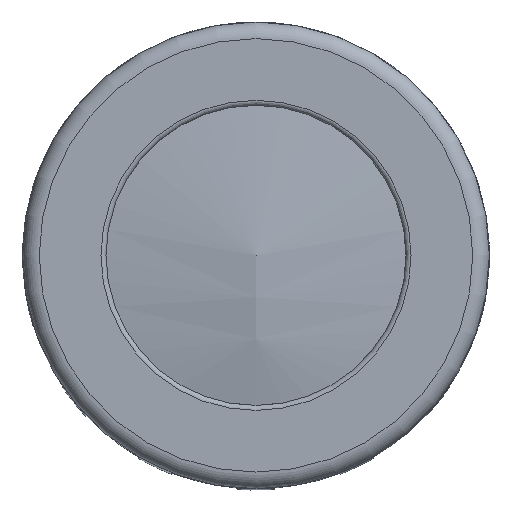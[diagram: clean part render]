
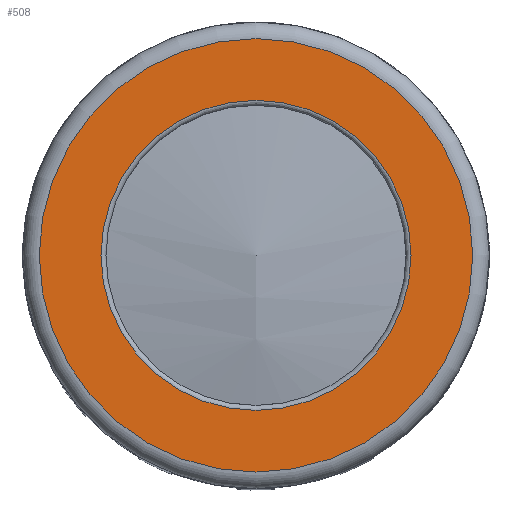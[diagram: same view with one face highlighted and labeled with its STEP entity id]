
A CAD part, top view. The second image highlights one B-rep face of the part: STEP entity #508.
In plain terms, the highlighted planar face has unit normal (0, 0, 1).
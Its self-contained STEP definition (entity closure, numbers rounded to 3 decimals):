
#508 = ADVANCED_FACE( '', ( #1154, #1155 ), #1156, .F. );
#1154 = FACE_BOUND( '', #3672, .T. );
#1155 = FACE_OUTER_BOUND( '', #3673, .T. );
#1156 = PLANE( '', #3674 );
#3672 = EDGE_LOOP( '', ( #5112 ) );
#3673 = EDGE_LOOP( '', ( #5113 ) );
#3674 = AXIS2_PLACEMENT_3D( '', #5114, #5115, #5116 );
#5112 = ORIENTED_EDGE( '', *, *, #6615, .T. );
#5113 = ORIENTED_EDGE( '', *, *, #6616, .T. );
#5114 = CARTESIAN_POINT( '', ( -13., 0., 108. ) );
#5115 = DIRECTION( '', ( 0., 0., -1. ) );
#5116 = DIRECTION( '', ( 0., -1., 0. ) );
#6615 = EDGE_CURVE( '', #7724, #7724, #7725, .T. );
#6616 = EDGE_CURVE( '', #7726, #7726, #7727, .T. );
#7724 = VERTEX_POINT( '', #10352 );
#7725 = CIRCLE( '', #10353, 9.3 );
#7726 = VERTEX_POINT( '', #10354 );
#7727 = CIRCLE( '', #10355, 13. );
#10352 = CARTESIAN_POINT( '', ( 0., -9.3, 108. ) );
#10353 = AXIS2_PLACEMENT_3D( '', #11760, #11761, #11762 );
#10354 = CARTESIAN_POINT( '', ( 0., 13., 108. ) );
#10355 = AXIS2_PLACEMENT_3D( '', #11763, #11764, #11765 );
#11760 = CARTESIAN_POINT( '', ( 0., 0., 108. ) );
#11761 = DIRECTION( '', ( 0., 0., -1. ) );
#11762 = DIRECTION( '', ( 0., -1., 0. ) );
#11763 = CARTESIAN_POINT( '', ( 0., 0., 108. ) );
#11764 = DIRECTION( '', ( 0., 0., 1. ) );
#11765 = DIRECTION( '', ( 0., 1., 0. ) );
